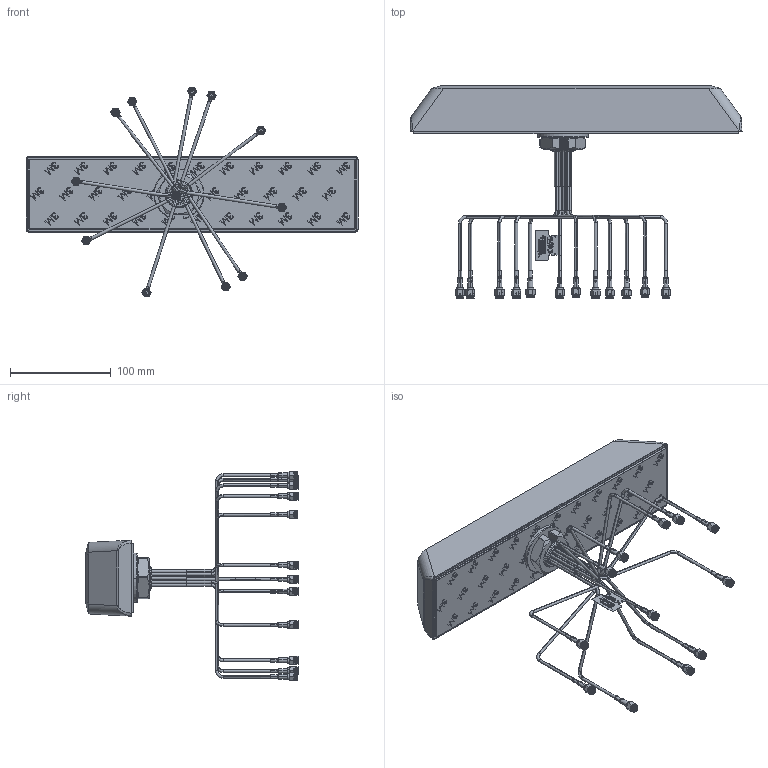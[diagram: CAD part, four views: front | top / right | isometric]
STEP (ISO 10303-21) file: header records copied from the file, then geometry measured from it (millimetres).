
FILE_DESCRIPTION (( 'STEP AP214' ), '1' );
FILE_NAME ('MAX1012.W.001_Web.STEP', '2024-09-25T04:46:37', ( '' ), ( '' ), 'SwSTEP 2.0', 'SolidWorks 2022', '' );
FILE_SCHEMA (( 'AUTOMOTIVE_DESIGN' ));
Length unit declared in the file: millimetre
Products named in the file (1): MAX1012.W.001_Web
Bounding box: 330.02 x 211.25 x 208.35 mm (x, y, z)
Surface area: 146453.5 mm2 (no closed solid volume)
Topology: 0 solids, 219 shells, 1124 faces, 6186 edges, 5257 vertices
Faces by surface type: cylinder 436, plane 326, cone 179, torus 143, bspline 40
Entity records: 100119 total; most frequent: CARTESIAN_POINT 44237, ORIENTED_EDGE 8128, DIRECTION 7676, EDGE_CURVE 6186, VERTEX_POINT 5257, VECTOR 3002, LINE 3002, AXIS2_PLACEMENT_3D 2337
